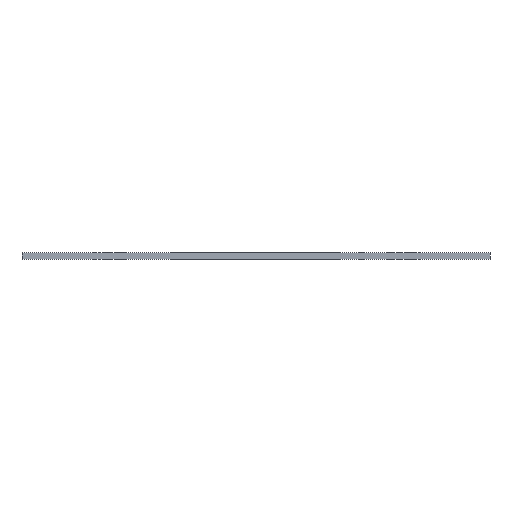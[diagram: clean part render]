
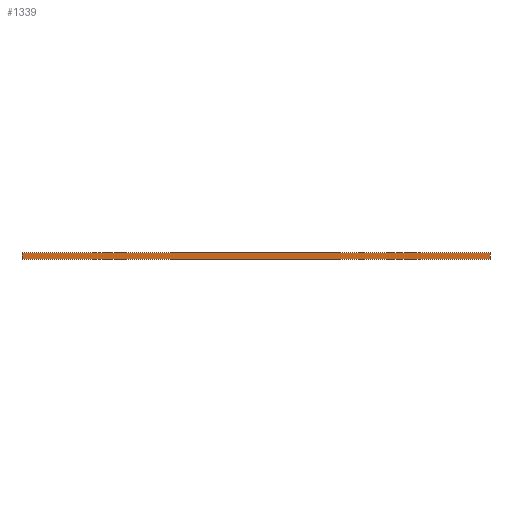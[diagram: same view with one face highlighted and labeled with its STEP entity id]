
A CAD part, front view. The second image highlights one B-rep face of the part: STEP entity #1339.
In plain terms, the highlighted planar face has unit normal (0, -1, 0).
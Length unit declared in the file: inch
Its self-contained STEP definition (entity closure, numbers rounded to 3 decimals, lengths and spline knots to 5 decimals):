
#119 = ORIENTED_EDGE ( 'NONE', *, *, #891, .T. ) ;
#260 = LINE ( 'NONE', #1802, #427 ) ;
#288 = FACE_OUTER_BOUND ( 'NONE', #1437, .T. ) ;
#427 = VECTOR ( 'NONE', #523, 39.37008 ) ;
#467 = VERTEX_POINT ( 'NONE', #1242 ) ;
#515 = ORIENTED_EDGE ( 'NONE', *, *, #1156, .F. ) ;
#517 = VERTEX_POINT ( 'NONE', #1303 ) ;
#523 = DIRECTION ( 'NONE',  ( 1., 0., 0. ) ) ;
#559 = DIRECTION ( 'NONE',  ( 1., 0., 0. ) ) ;
#593 = CARTESIAN_POINT ( 'NONE',  ( 7.27603, -7.74299, 0.15748 ) ) ;
#626 = ORIENTED_EDGE ( 'NONE', *, *, #791, .T. ) ;
#652 = DIRECTION ( 'NONE',  ( 0., 0., -1. ) ) ;
#771 = EDGE_CURVE ( 'NONE', #954, #1381, #1213, .T. ) ;
#791 = EDGE_CURVE ( 'NONE', #517, #467, #984, .T. ) ;
#797 = LINE ( 'NONE', #909, #1553 ) ;
#855 = PLANE ( 'NONE',  #1073 ) ;
#891 = EDGE_CURVE ( 'NONE', #467, #1381, #260, .T. ) ;
#909 = CARTESIAN_POINT ( 'NONE',  ( -3.74759, -7.74299, 0.15748 ) ) ;
#911 = CARTESIAN_POINT ( 'NONE',  ( 7.27603, -7.74299, 0. ) ) ;
#954 = VERTEX_POINT ( 'NONE', #593 ) ;
#984 = LINE ( 'NONE', #1259, #1537 ) ;
#1073 = AXIS2_PLACEMENT_3D ( 'NONE', #1431, #1275, #559 ) ;
#1156 = EDGE_CURVE ( 'NONE', #517, #954, #797, .T. ) ;
#1174 = VECTOR ( 'NONE', #652, 39.37008 ) ;
#1189 = DIRECTION ( 'NONE',  ( 1., 0., 0. ) ) ;
#1204 = CARTESIAN_POINT ( 'NONE',  ( 7.27603, -7.74299, 0.15748 ) ) ;
#1213 = LINE ( 'NONE', #1204, #1174 ) ;
#1242 = CARTESIAN_POINT ( 'NONE',  ( -3.74759, -7.74299, 0. ) ) ;
#1259 = CARTESIAN_POINT ( 'NONE',  ( -3.74759, -7.74299, 0.15748 ) ) ;
#1275 = DIRECTION ( 'NONE',  ( 0., 1., 0. ) ) ;
#1303 = CARTESIAN_POINT ( 'NONE',  ( -3.74759, -7.74299, 0.15748 ) ) ;
#1339 = ADVANCED_FACE ( 'NONE', ( #288 ), #855, .F. ) ;
#1381 = VERTEX_POINT ( 'NONE', #911 ) ;
#1431 = CARTESIAN_POINT ( 'NONE',  ( -3.74759, -7.74299, 0.15748 ) ) ;
#1437 = EDGE_LOOP ( 'NONE', ( #119, #1784, #515, #626 ) ) ;
#1537 = VECTOR ( 'NONE', #1834, 39.37008 ) ;
#1553 = VECTOR ( 'NONE', #1189, 39.37008 ) ;
#1784 = ORIENTED_EDGE ( 'NONE', *, *, #771, .F. ) ;
#1802 = CARTESIAN_POINT ( 'NONE',  ( -3.74759, -7.74299, 0. ) ) ;
#1834 = DIRECTION ( 'NONE',  ( 0., 0., -1. ) ) ;
